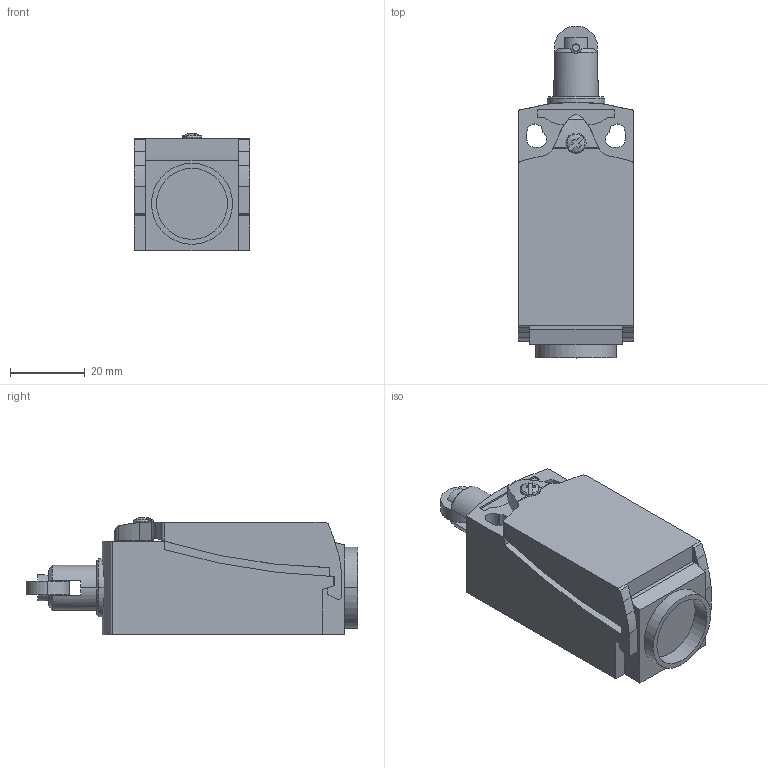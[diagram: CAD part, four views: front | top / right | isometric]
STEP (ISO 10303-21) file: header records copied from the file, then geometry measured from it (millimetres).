
FILE_DESCRIPTION(('STEP AP242'),'1');
FILE_NAME('switch_xckd2102g11.stp','2019-10-03T08:00:41',('TraceParts'),('TraceParts S.A.'),'Spatial InterOp 3D',' ',' ');
FILE_SCHEMA(('AP242_MANAGED_MODEL_BASED_3D_ENGINEERING_MIM_LF {1 0 10303 442 1 1 4}'));
Length unit declared in the file: millimetre
Products named in the file (1): switch_xckd2102g11_1
Bounding box: 31 x 88.9 x 31.34 mm (x, y, z)
Volume: 56472.1 mm3; surface area: 13139.7 mm2
Topology: 2 solids, 2 shells, 173 faces, 481 edges, 315 vertices
Faces by surface type: plane 93, cylinder 64, cone 8, sphere 6, torus 2
Entity records: 6041 total; most frequent: CARTESIAN_POINT 1552, ORIENTED_EDGE 946, DIRECTION 935, EDGE_CURVE 473, AXIS2_PLACEMENT_3D 329, VERTEX_POINT 315, LINE 277, VECTOR 277
